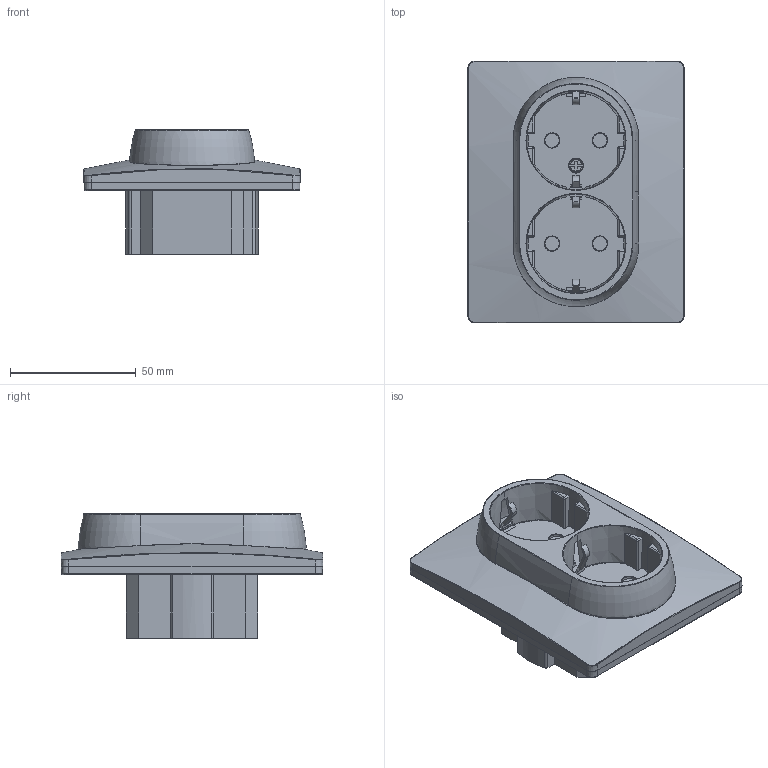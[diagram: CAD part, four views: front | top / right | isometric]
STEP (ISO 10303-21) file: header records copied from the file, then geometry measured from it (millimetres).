
FILE_DESCRIPTION (( 'STEP AP203' ), '1' );
FILE_NAME ('ðîçåòêà 2-ìåñòíàÿ ñ çêø.STEP', '2025-05-27T12:09:27', ( '' ), ( '' ), 'SwSTEP 2.0', 'SolidWorks 2022', '' );
FILE_SCHEMA (( 'CONFIG_CONTROL_DESIGN' ));
Length unit declared in the file: millimetre
Products named in the file (1): розетка 2-местная с зкш
Bounding box: 86 x 104 x 49.35 mm (x, y, z)
Surface area: 41781.3 mm2 (no closed solid volume)
Topology: 0 solids, 9 shells, 490 faces, 1351 edges, 848 vertices
Faces by surface type: plane 187, cylinder 110, bspline 95, torus 56, cone 26, sphere 16
Entity records: 24873 total; most frequent: CARTESIAN_POINT 15531, ORIENTED_EDGE 2598, EDGE_CURVE 1335, B_SPLINE_CURVE_WITH_KNOTS 1252, VERTEX_POINT 848, DIRECTION 837, EDGE_LOOP 509, FACE_OUTER_BOUND 490
